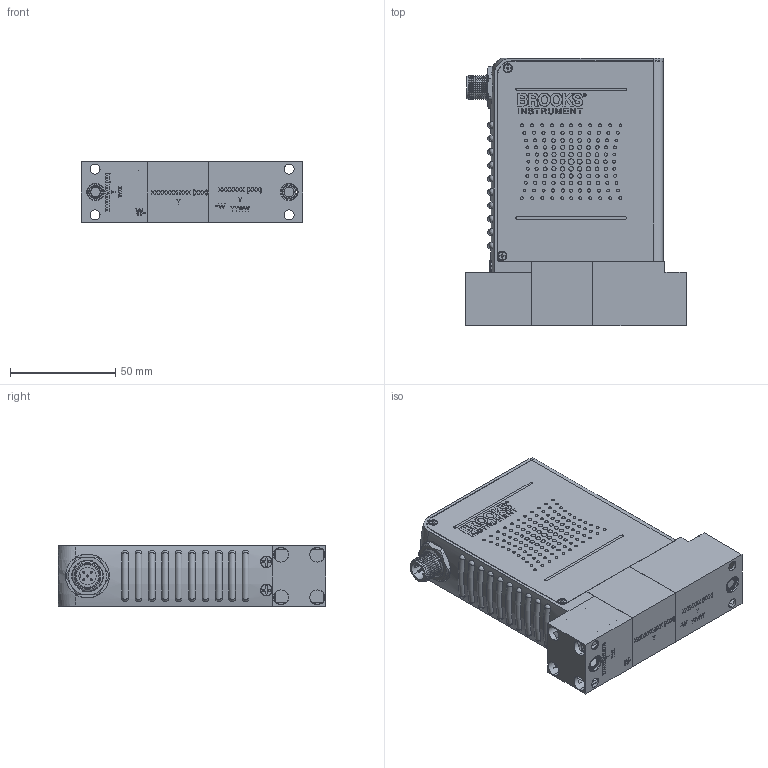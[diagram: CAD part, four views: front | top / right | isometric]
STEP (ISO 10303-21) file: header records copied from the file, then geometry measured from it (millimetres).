
FILE_DESCRIPTION (( 'STEP AP203' ), '1' );
FILE_NAME ('GF100-GF120-GF125-WX-DX.STEP', '2019-12-16T18:03:21', ( '' ), ( '' ), 'SwSTEP 2.0', 'SolidWorks 2019', '' );
FILE_SCHEMA (( 'CONFIG_CONTROL_DESIGN' ));
Products named in the file (2): GF100-GF120-GF125-WX-DX
Bounding box: 104.95 x 127 x 28.45 mm (x, y, z)
Volume: 54319.9 mm3; surface area: 79196.8 mm2
Topology: 47 solids, 47 shells, 4050 faces, 10466 edges, 6867 vertices
Faces by surface type: plane 2052, bspline 1348, cylinder 367, cone 225, torus 49, sphere 9
Entity records: 135953 total; most frequent: CARTESIAN_POINT 46189, ORIENTED_EDGE 20854, DIRECTION 13757, EDGE_CURVE 10427, VERTEX_POINT 6853, LINE 6325, VECTOR 6325, EDGE_LOOP 4554
